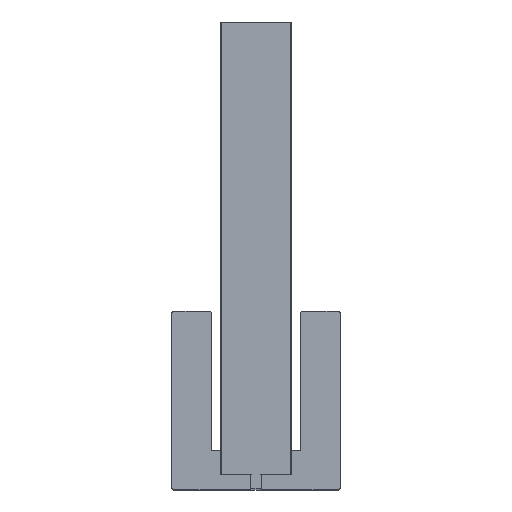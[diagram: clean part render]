
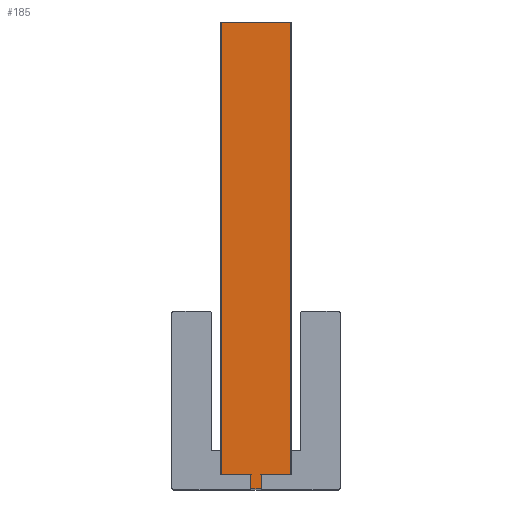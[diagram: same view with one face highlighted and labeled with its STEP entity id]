
A CAD part, top view. The second image highlights one B-rep face of the part: STEP entity #185.
In plain terms, the highlighted planar face has unit normal (0, 0, 1).
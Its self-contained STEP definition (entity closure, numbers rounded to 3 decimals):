
#73=FACE_OUTER_BOUND('',#331,.T.);
#151=CIRCLE('',#1551,2.5);
#152=CIRCLE('',#1552,2.5);
#153=CIRCLE('',#1553,2.5);
#154=CIRCLE('',#1554,2.5);
#185=ADVANCED_FACE('',(#73),#264,.T.);
#264=PLANE('',#1555);
#331=EDGE_LOOP('',(#444,#445,#446,#447,#448,#449,#450,#451,#452,#453,#454,
#455));
#444=ORIENTED_EDGE('',*,*,#1005,.T.);
#445=ORIENTED_EDGE('',*,*,#1010,.T.);
#446=ORIENTED_EDGE('',*,*,#994,.T.);
#447=ORIENTED_EDGE('',*,*,#1011,.T.);
#448=ORIENTED_EDGE('',*,*,#1012,.F.);
#449=ORIENTED_EDGE('',*,*,#1013,.T.);
#450=ORIENTED_EDGE('',*,*,#1014,.F.);
#451=ORIENTED_EDGE('',*,*,#1015,.T.);
#452=ORIENTED_EDGE('',*,*,#1016,.T.);
#453=ORIENTED_EDGE('',*,*,#1017,.T.);
#454=ORIENTED_EDGE('',*,*,#991,.T.);
#455=ORIENTED_EDGE('',*,*,#1018,.T.);
#844=VERTEX_POINT('',#2101);
#849=VERTEX_POINT('',#2110);
#852=VERTEX_POINT('',#2117);
#853=VERTEX_POINT('',#2119);
#862=VERTEX_POINT('',#2140);
#863=VERTEX_POINT('',#2142);
#864=VERTEX_POINT('',#2151);
#865=VERTEX_POINT('',#2153);
#866=VERTEX_POINT('',#2155);
#867=VERTEX_POINT('',#2157);
#868=VERTEX_POINT('',#2159);
#869=VERTEX_POINT('',#2161);
#991=EDGE_CURVE('',#844,#849,#1203,.T.);
#994=EDGE_CURVE('',#853,#852,#1206,.T.);
#1005=EDGE_CURVE('',#863,#862,#1213,.T.);
#1010=EDGE_CURVE('',#862,#853,#1216,.T.);
#1011=EDGE_CURVE('',#852,#864,#151,.T.);
#1012=EDGE_CURVE('',#865,#864,#1217,.T.);
#1013=EDGE_CURVE('',#865,#866,#152,.T.);
#1014=EDGE_CURVE('',#867,#866,#1218,.T.);
#1015=EDGE_CURVE('',#867,#868,#153,.T.);
#1016=EDGE_CURVE('',#868,#869,#1219,.T.);
#1017=EDGE_CURVE('',#869,#844,#154,.T.);
#1018=EDGE_CURVE('',#849,#863,#1220,.T.);
#1203=LINE('',#2111,#1373);
#1206=LINE('',#2118,#1376);
#1213=LINE('',#2141,#1383);
#1216=LINE('',#2149,#1386);
#1217=LINE('',#2152,#1387);
#1218=LINE('',#2156,#1388);
#1219=LINE('',#2160,#1389);
#1220=LINE('',#2163,#1390);
#1373=VECTOR('',#1679,1.);
#1376=VECTOR('',#1684,1.);
#1383=VECTOR('',#1703,1.);
#1386=VECTOR('',#1714,1.);
#1387=VECTOR('',#1717,1.);
#1388=VECTOR('',#1720,1.);
#1389=VECTOR('',#1723,1.);
#1390=VECTOR('',#1726,1.);
#1551=AXIS2_PLACEMENT_3D('',#2150,#1715,#1716);
#1552=AXIS2_PLACEMENT_3D('',#2154,#1718,#1719);
#1553=AXIS2_PLACEMENT_3D('',#2158,#1721,#1722);
#1554=AXIS2_PLACEMENT_3D('',#2162,#1724,#1725);
#1555=AXIS2_PLACEMENT_3D('',#2164,#1727,#1728);
#1679=DIRECTION('',(1.,0.,0.));
#1684=DIRECTION('',(1.,0.,0.));
#1703=DIRECTION('',(-1.,0.,0.));
#1714=DIRECTION('',(0.,-1.,0.));
#1715=DIRECTION('',(0.,0.,1.));
#1716=DIRECTION('',(1.,0.,0.));
#1717=DIRECTION('',(0.,1.,0.));
#1718=DIRECTION('',(0.,0.,1.));
#1719=DIRECTION('',(1.,0.,0.));
#1720=DIRECTION('',(-1.,0.,0.));
#1721=DIRECTION('',(0.,0.,1.));
#1722=DIRECTION('',(1.,0.,0.));
#1723=DIRECTION('',(0.,1.,0.));
#1724=DIRECTION('',(0.,0.,1.));
#1725=DIRECTION('',(1.,0.,0.));
#1726=DIRECTION('',(0.,1.,0.));
#1727=DIRECTION('',(0.,0.,1.));
#1728=DIRECTION('',(1.,0.,0.));
#2101=CARTESIAN_POINT('',(10.,-682.5,2034.727));
#2110=CARTESIAN_POINT('',(94.7,-682.5,2034.727));
#2111=CARTESIAN_POINT('',(-102.7,-682.5,2034.727));
#2117=CARTESIAN_POINT('',(-15.,-682.5,2034.727));
#2118=CARTESIAN_POINT('',(-102.7,-682.5,2034.727));
#2119=CARTESIAN_POINT('',(-99.7,-682.5,2034.727));
#2140=CARTESIAN_POINT('',(-99.7,582.5,2034.727));
#2141=CARTESIAN_POINT('',(97.7,582.5,2034.727));
#2142=CARTESIAN_POINT('',(94.7,582.5,2034.727));
#2149=CARTESIAN_POINT('',(-99.7,-682.5,2034.727));
#2150=CARTESIAN_POINT('',(-15.,-685.,2034.727));
#2151=CARTESIAN_POINT('',(-17.5,-685.,2034.727));
#2152=CARTESIAN_POINT('',(-17.5,-722.5,2034.727));
#2153=CARTESIAN_POINT('',(-17.5,-720.,2034.727));
#2154=CARTESIAN_POINT('',(-15.,-720.,2034.727));
#2155=CARTESIAN_POINT('',(-15.,-722.5,2034.727));
#2156=CARTESIAN_POINT('',(12.5,-722.5,2034.727));
#2157=CARTESIAN_POINT('',(10.,-722.5,2034.727));
#2158=CARTESIAN_POINT('',(10.,-720.,2034.727));
#2159=CARTESIAN_POINT('',(12.5,-720.,2034.727));
#2160=CARTESIAN_POINT('',(12.5,-722.5,2034.727));
#2161=CARTESIAN_POINT('',(12.5,-685.,2034.727));
#2162=CARTESIAN_POINT('',(10.,-685.,2034.727));
#2163=CARTESIAN_POINT('',(94.7,562.5,2034.727));
#2164=CARTESIAN_POINT('',(-2.5,-682.5,2034.727));
